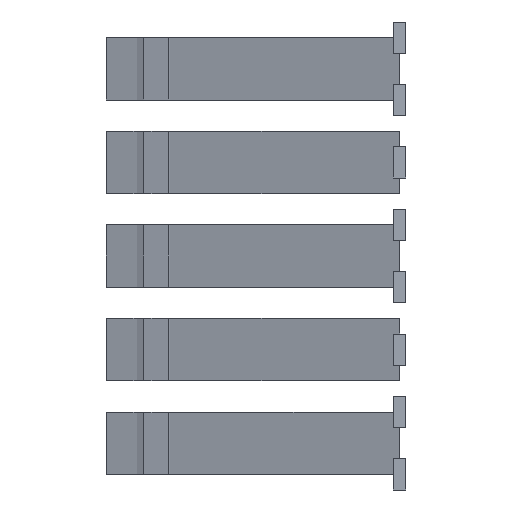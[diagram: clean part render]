
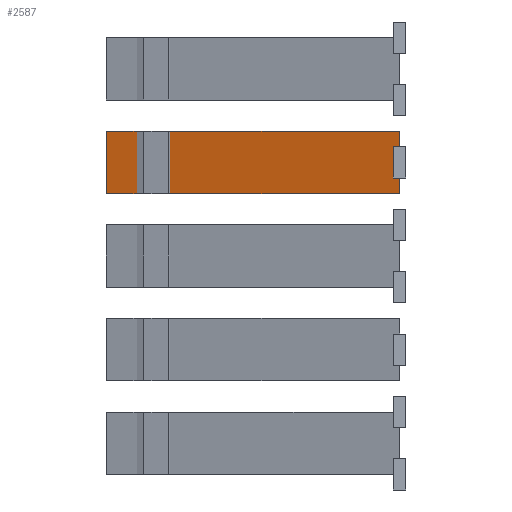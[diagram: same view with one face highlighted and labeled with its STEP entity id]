
A CAD part, left-side view. The second image highlights one B-rep face of the part: STEP entity #2587.
In plain terms, the highlighted planar face has unit normal (-0.958, 0.285, 0).
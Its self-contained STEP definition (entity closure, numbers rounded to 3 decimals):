
#2151 = PLANE('',#2152);
#2152 = AXIS2_PLACEMENT_3D('',#2153,#2154,#2155);
#2153 = CARTESIAN_POINT('',(-1.,-1.,47.5));
#2154 = DIRECTION('',(0.,0.,1.));
#2155 = DIRECTION('',(1.,0.,0.));
#2179 = PLANE('',#2180);
#2180 = AXIS2_PLACEMENT_3D('',#2181,#2182,#2183);
#2181 = CARTESIAN_POINT('',(-1.,1.,47.5));
#2182 = DIRECTION('',(0.,1.,0.));
#2183 = DIRECTION('',(0.,0.,1.));
#2205 = PLANE('',#2206);
#2206 = AXIS2_PLACEMENT_3D('',#2207,#2208,#2209);
#2207 = CARTESIAN_POINT('',(-1.,-1.,52.5));
#2208 = DIRECTION('',(0.,0.,1.));
#2209 = DIRECTION('',(1.,0.,0.));
#2297 = VERTEX_POINT('',#2298);
#2298 = CARTESIAN_POINT('',(0.298,1.,52.5));
#2373 = VERTEX_POINT('',#2374);
#2374 = CARTESIAN_POINT('',(0.,0.,52.5));
#2387 = PLANE('',#2388);
#2388 = AXIS2_PLACEMENT_3D('',#2389,#2390,#2391);
#2389 = CARTESIAN_POINT('',(0.,0.,45.));
#2390 = DIRECTION('',(-0.949,0.316,0.));
#2391 = DIRECTION('',(0.316,0.949,0.));
#2398 = EDGE_CURVE('',#2297,#2373,#2399,.T.);
#2399 = SURFACE_CURVE('',#2400,(#2404,#2410),.PCURVE_S1.);
#2400 = LINE('',#2401,#2402);
#2401 = CARTESIAN_POINT('',(6.822,22.904,52.5));
#2402 = VECTOR('',#2403,1.);
#2403 = DIRECTION('',(-0.285,-0.958,0.));
#2404 = PCURVE('',#2205,#2405);
#2405 = DEFINITIONAL_REPRESENTATION('',(#2406),#2409);
#2406 = B_SPLINE_CURVE_WITH_KNOTS('',1,(#2407,#2408),.UNSPECIFIED.,.F.,
  .F.,(2,2),(22.855,23.898),.PIECEWISE_BEZIER_KNOTS.);
#2407 = CARTESIAN_POINT('',(1.298,2.));
#2408 = CARTESIAN_POINT('',(1.,1.));
#2409 = ( GEOMETRIC_REPRESENTATION_CONTEXT(2) 
PARAMETRIC_REPRESENTATION_CONTEXT() REPRESENTATION_CONTEXT('2D SPACE',''
  ) );
#2410 = PCURVE('',#2411,#2416);
#2411 = PLANE('',#2412);
#2412 = AXIS2_PLACEMENT_3D('',#2413,#2414,#2415);
#2413 = CARTESIAN_POINT('',(14.,47.,45.));
#2414 = DIRECTION('',(0.958,-0.285,0.));
#2415 = DIRECTION('',(-0.285,-0.958,0.));
#2416 = DEFINITIONAL_REPRESENTATION('',(#2417),#2420);
#2417 = B_SPLINE_CURVE_WITH_KNOTS('',1,(#2418,#2419),.UNSPECIFIED.,.F.,
  .F.,(2,2),(22.855,23.898),.PIECEWISE_BEZIER_KNOTS.);
#2418 = CARTESIAN_POINT('',(47.997,-7.5));
#2419 = CARTESIAN_POINT('',(49.041,-7.5));
#2420 = ( GEOMETRIC_REPRESENTATION_CONTEXT(2) 
PARAMETRIC_REPRESENTATION_CONTEXT() REPRESENTATION_CONTEXT('2D SPACE',''
  ) );
#2426 = VERTEX_POINT('',#2427);
#2427 = CARTESIAN_POINT('',(0.298,1.,47.5));
#2450 = EDGE_CURVE('',#2426,#2297,#2451,.T.);
#2451 = SURFACE_CURVE('',#2452,(#2456,#2462),.PCURVE_S1.);
#2452 = LINE('',#2453,#2454);
#2453 = CARTESIAN_POINT('',(0.298,1.,46.25));
#2454 = VECTOR('',#2455,1.);
#2455 = DIRECTION('',(-0.,0.,1.));
#2456 = PCURVE('',#2179,#2457);
#2457 = DEFINITIONAL_REPRESENTATION('',(#2458),#2461);
#2458 = B_SPLINE_CURVE_WITH_KNOTS('',1,(#2459,#2460),.UNSPECIFIED.,.F.,
  .F.,(2,2),(1.25,6.25),.PIECEWISE_BEZIER_KNOTS.);
#2459 = CARTESIAN_POINT('',(0.,1.298));
#2460 = CARTESIAN_POINT('',(5.,1.298));
#2461 = ( GEOMETRIC_REPRESENTATION_CONTEXT(2) 
PARAMETRIC_REPRESENTATION_CONTEXT() REPRESENTATION_CONTEXT('2D SPACE',''
  ) );
#2462 = PCURVE('',#2411,#2463);
#2463 = DEFINITIONAL_REPRESENTATION('',(#2464),#2467);
#2464 = B_SPLINE_CURVE_WITH_KNOTS('',1,(#2465,#2466),.UNSPECIFIED.,.F.,
  .F.,(2,2),(1.25,6.25),.PIECEWISE_BEZIER_KNOTS.);
#2465 = CARTESIAN_POINT('',(47.997,-2.5));
#2466 = CARTESIAN_POINT('',(47.997,-7.5));
#2467 = ( GEOMETRIC_REPRESENTATION_CONTEXT(2) 
PARAMETRIC_REPRESENTATION_CONTEXT() REPRESENTATION_CONTEXT('2D SPACE',''
  ) );
#2522 = VERTEX_POINT('',#2523);
#2523 = CARTESIAN_POINT('',(0.,0.,47.5));
#2542 = EDGE_CURVE('',#2426,#2522,#2543,.T.);
#2543 = SURFACE_CURVE('',#2544,(#2548,#2554),.PCURVE_S1.);
#2544 = LINE('',#2545,#2546);
#2545 = CARTESIAN_POINT('',(6.822,22.904,47.5));
#2546 = VECTOR('',#2547,1.);
#2547 = DIRECTION('',(-0.285,-0.958,0.));
#2548 = PCURVE('',#2151,#2549);
#2549 = DEFINITIONAL_REPRESENTATION('',(#2550),#2553);
#2550 = B_SPLINE_CURVE_WITH_KNOTS('',1,(#2551,#2552),.UNSPECIFIED.,.F.,
  .F.,(2,2),(22.855,23.898),.PIECEWISE_BEZIER_KNOTS.);
#2551 = CARTESIAN_POINT('',(1.298,2.));
#2552 = CARTESIAN_POINT('',(1.,1.));
#2553 = ( GEOMETRIC_REPRESENTATION_CONTEXT(2) 
PARAMETRIC_REPRESENTATION_CONTEXT() REPRESENTATION_CONTEXT('2D SPACE',''
  ) );
#2554 = PCURVE('',#2411,#2555);
#2555 = DEFINITIONAL_REPRESENTATION('',(#2556),#2559);
#2556 = B_SPLINE_CURVE_WITH_KNOTS('',1,(#2557,#2558),.UNSPECIFIED.,.F.,
  .F.,(2,2),(22.855,23.898),.PIECEWISE_BEZIER_KNOTS.);
#2557 = CARTESIAN_POINT('',(47.997,-2.5));
#2558 = CARTESIAN_POINT('',(49.041,-2.5));
#2559 = ( GEOMETRIC_REPRESENTATION_CONTEXT(2) 
PARAMETRIC_REPRESENTATION_CONTEXT() REPRESENTATION_CONTEXT('2D SPACE',''
  ) );
#2587 = ADVANCED_FACE('',(#2588),#2411,.F.);
#2588 = FACE_BOUND('',#2589,.F.);
#2589 = EDGE_LOOP('',(#2590,#2620,#2648,#2676,#2697,#2698,#2699,#2700));
#2590 = ORIENTED_EDGE('',*,*,#2591,.F.);
#2591 = EDGE_CURVE('',#2592,#2594,#2596,.T.);
#2592 = VERTEX_POINT('',#2593);
#2593 = CARTESIAN_POINT('',(14.,47.,45.));
#2594 = VERTEX_POINT('',#2595);
#2595 = CARTESIAN_POINT('',(0.,0.,45.));
#2596 = SURFACE_CURVE('',#2597,(#2601,#2608),.PCURVE_S1.);
#2597 = LINE('',#2598,#2599);
#2598 = CARTESIAN_POINT('',(14.,47.,45.));
#2599 = VECTOR('',#2600,1.);
#2600 = DIRECTION('',(-0.285,-0.958,0.));
#2601 = PCURVE('',#2411,#2602);
#2602 = DEFINITIONAL_REPRESENTATION('',(#2603),#2607);
#2603 = LINE('',#2604,#2605);
#2604 = CARTESIAN_POINT('',(0.,0.));
#2605 = VECTOR('',#2606,1.);
#2606 = DIRECTION('',(1.,0.));
#2607 = ( GEOMETRIC_REPRESENTATION_CONTEXT(2) 
PARAMETRIC_REPRESENTATION_CONTEXT() REPRESENTATION_CONTEXT('2D SPACE',''
  ) );
#2608 = PCURVE('',#2609,#2614);
#2609 = PLANE('',#2610);
#2610 = AXIS2_PLACEMENT_3D('',#2611,#2612,#2613);
#2611 = CARTESIAN_POINT('',(7.259,23.419,45.));
#2612 = DIRECTION('',(0.,0.,1.));
#2613 = DIRECTION('',(1.,0.,-0.));
#2614 = DEFINITIONAL_REPRESENTATION('',(#2615),#2619);
#2615 = LINE('',#2616,#2617);
#2616 = CARTESIAN_POINT('',(6.741,23.581));
#2617 = VECTOR('',#2618,1.);
#2618 = DIRECTION('',(-0.285,-0.958));
#2619 = ( GEOMETRIC_REPRESENTATION_CONTEXT(2) 
PARAMETRIC_REPRESENTATION_CONTEXT() REPRESENTATION_CONTEXT('2D SPACE',''
  ) );
#2620 = ORIENTED_EDGE('',*,*,#2621,.T.);
#2621 = EDGE_CURVE('',#2592,#2622,#2624,.T.);
#2622 = VERTEX_POINT('',#2623);
#2623 = CARTESIAN_POINT('',(14.,47.,55.));
#2624 = SURFACE_CURVE('',#2625,(#2629,#2636),.PCURVE_S1.);
#2625 = LINE('',#2626,#2627);
#2626 = CARTESIAN_POINT('',(14.,47.,45.));
#2627 = VECTOR('',#2628,1.);
#2628 = DIRECTION('',(0.,0.,1.));
#2629 = PCURVE('',#2411,#2630);
#2630 = DEFINITIONAL_REPRESENTATION('',(#2631),#2635);
#2631 = LINE('',#2632,#2633);
#2632 = CARTESIAN_POINT('',(0.,0.));
#2633 = VECTOR('',#2634,1.);
#2634 = DIRECTION('',(0.,-1.));
#2635 = ( GEOMETRIC_REPRESENTATION_CONTEXT(2) 
PARAMETRIC_REPRESENTATION_CONTEXT() REPRESENTATION_CONTEXT('2D SPACE',''
  ) );
#2636 = PCURVE('',#2637,#2642);
#2637 = PLANE('',#2638);
#2638 = AXIS2_PLACEMENT_3D('',#2639,#2640,#2641);
#2639 = CARTESIAN_POINT('',(13.,43.,45.));
#2640 = DIRECTION('',(-0.97,0.243,0.));
#2641 = DIRECTION('',(0.243,0.97,0.));
#2642 = DEFINITIONAL_REPRESENTATION('',(#2643),#2647);
#2643 = LINE('',#2644,#2645);
#2644 = CARTESIAN_POINT('',(4.123,0.));
#2645 = VECTOR('',#2646,1.);
#2646 = DIRECTION('',(0.,-1.));
#2647 = ( GEOMETRIC_REPRESENTATION_CONTEXT(2) 
PARAMETRIC_REPRESENTATION_CONTEXT() REPRESENTATION_CONTEXT('2D SPACE',''
  ) );
#2648 = ORIENTED_EDGE('',*,*,#2649,.T.);
#2649 = EDGE_CURVE('',#2622,#2650,#2652,.T.);
#2650 = VERTEX_POINT('',#2651);
#2651 = CARTESIAN_POINT('',(0.,0.,55.));
#2652 = SURFACE_CURVE('',#2653,(#2657,#2664),.PCURVE_S1.);
#2653 = LINE('',#2654,#2655);
#2654 = CARTESIAN_POINT('',(14.,47.,55.));
#2655 = VECTOR('',#2656,1.);
#2656 = DIRECTION('',(-0.285,-0.958,0.));
#2657 = PCURVE('',#2411,#2658);
#2658 = DEFINITIONAL_REPRESENTATION('',(#2659),#2663);
#2659 = LINE('',#2660,#2661);
#2660 = CARTESIAN_POINT('',(0.,-10.));
#2661 = VECTOR('',#2662,1.);
#2662 = DIRECTION('',(1.,0.));
#2663 = ( GEOMETRIC_REPRESENTATION_CONTEXT(2) 
PARAMETRIC_REPRESENTATION_CONTEXT() REPRESENTATION_CONTEXT('2D SPACE',''
  ) );
#2664 = PCURVE('',#2665,#2670);
#2665 = PLANE('',#2666);
#2666 = AXIS2_PLACEMENT_3D('',#2667,#2668,#2669);
#2667 = CARTESIAN_POINT('',(7.259,23.419,55.));
#2668 = DIRECTION('',(0.,0.,1.));
#2669 = DIRECTION('',(1.,0.,-0.));
#2670 = DEFINITIONAL_REPRESENTATION('',(#2671),#2675);
#2671 = LINE('',#2672,#2673);
#2672 = CARTESIAN_POINT('',(6.741,23.581));
#2673 = VECTOR('',#2674,1.);
#2674 = DIRECTION('',(-0.285,-0.958));
#2675 = ( GEOMETRIC_REPRESENTATION_CONTEXT(2) 
PARAMETRIC_REPRESENTATION_CONTEXT() REPRESENTATION_CONTEXT('2D SPACE',''
  ) );
#2676 = ORIENTED_EDGE('',*,*,#2677,.F.);
#2677 = EDGE_CURVE('',#2373,#2650,#2678,.T.);
#2678 = SURFACE_CURVE('',#2679,(#2683,#2690),.PCURVE_S1.);
#2679 = LINE('',#2680,#2681);
#2680 = CARTESIAN_POINT('',(0.,0.,45.));
#2681 = VECTOR('',#2682,1.);
#2682 = DIRECTION('',(0.,0.,1.));
#2683 = PCURVE('',#2411,#2684);
#2684 = DEFINITIONAL_REPRESENTATION('',(#2685),#2689);
#2685 = LINE('',#2686,#2687);
#2686 = CARTESIAN_POINT('',(49.041,0.));
#2687 = VECTOR('',#2688,1.);
#2688 = DIRECTION('',(0.,-1.));
#2689 = ( GEOMETRIC_REPRESENTATION_CONTEXT(2) 
PARAMETRIC_REPRESENTATION_CONTEXT() REPRESENTATION_CONTEXT('2D SPACE',''
  ) );
#2690 = PCURVE('',#2387,#2691);
#2691 = DEFINITIONAL_REPRESENTATION('',(#2692),#2696);
#2692 = LINE('',#2693,#2694);
#2693 = CARTESIAN_POINT('',(0.,0.));
#2694 = VECTOR('',#2695,1.);
#2695 = DIRECTION('',(0.,-1.));
#2696 = ( GEOMETRIC_REPRESENTATION_CONTEXT(2) 
PARAMETRIC_REPRESENTATION_CONTEXT() REPRESENTATION_CONTEXT('2D SPACE',''
  ) );
#2697 = ORIENTED_EDGE('',*,*,#2398,.F.);
#2698 = ORIENTED_EDGE('',*,*,#2450,.F.);
#2699 = ORIENTED_EDGE('',*,*,#2542,.T.);
#2700 = ORIENTED_EDGE('',*,*,#2701,.F.);
#2701 = EDGE_CURVE('',#2594,#2522,#2702,.T.);
#2702 = SURFACE_CURVE('',#2703,(#2707,#2714),.PCURVE_S1.);
#2703 = LINE('',#2704,#2705);
#2704 = CARTESIAN_POINT('',(0.,0.,45.));
#2705 = VECTOR('',#2706,1.);
#2706 = DIRECTION('',(0.,0.,1.));
#2707 = PCURVE('',#2411,#2708);
#2708 = DEFINITIONAL_REPRESENTATION('',(#2709),#2713);
#2709 = LINE('',#2710,#2711);
#2710 = CARTESIAN_POINT('',(49.041,0.));
#2711 = VECTOR('',#2712,1.);
#2712 = DIRECTION('',(0.,-1.));
#2713 = ( GEOMETRIC_REPRESENTATION_CONTEXT(2) 
PARAMETRIC_REPRESENTATION_CONTEXT() REPRESENTATION_CONTEXT('2D SPACE',''
  ) );
#2714 = PCURVE('',#2387,#2715);
#2715 = DEFINITIONAL_REPRESENTATION('',(#2716),#2720);
#2716 = LINE('',#2717,#2718);
#2717 = CARTESIAN_POINT('',(0.,0.));
#2718 = VECTOR('',#2719,1.);
#2719 = DIRECTION('',(0.,-1.));
#2720 = ( GEOMETRIC_REPRESENTATION_CONTEXT(2) 
PARAMETRIC_REPRESENTATION_CONTEXT() REPRESENTATION_CONTEXT('2D SPACE',''
  ) );
